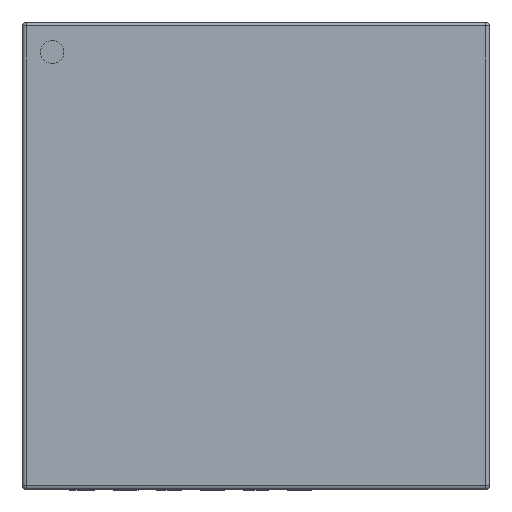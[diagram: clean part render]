
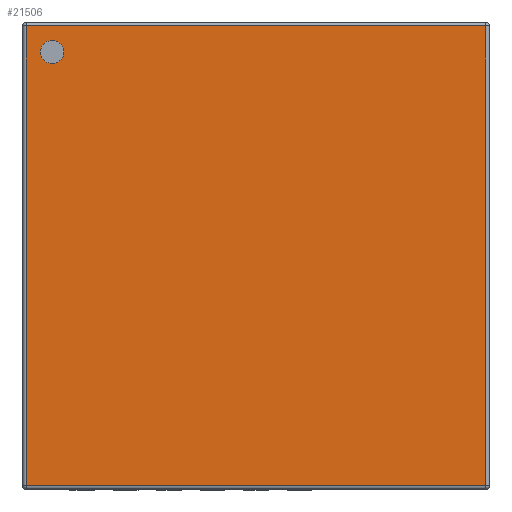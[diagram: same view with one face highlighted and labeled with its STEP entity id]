
A CAD part, top view. The second image highlights one B-rep face of the part: STEP entity #21506.
In plain terms, the highlighted planar face has unit normal (0, 0, 1).
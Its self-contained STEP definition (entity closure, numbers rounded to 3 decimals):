
#5737 = CYLINDRICAL_SURFACE('',#5738,0.05);
#5738 = AXIS2_PLACEMENT_3D('',#5739,#5740,#5741);
#5739 = CARTESIAN_POINT('',(-3.44,-3.44,0.83));
#5740 = DIRECTION('',(0.,1.,0.));
#5741 = DIRECTION('',(-1.,0.,0.));
#18318 = VERTEX_POINT('',#18319);
#18319 = CARTESIAN_POINT('',(-3.44,-3.44,0.88));
#18339 = EDGE_CURVE('',#18318,#18340,#18342,.T.);
#18340 = VERTEX_POINT('',#18341);
#18341 = CARTESIAN_POINT('',(-3.44,3.44,0.88));
#18342 = SURFACE_CURVE('',#18343,(#18347,#18354),.PCURVE_S1.);
#18343 = LINE('',#18344,#18345);
#18344 = CARTESIAN_POINT('',(-3.44,-3.44,0.88));
#18345 = VECTOR('',#18346,1.);
#18346 = DIRECTION('',(0.,1.,0.));
#18347 = PCURVE('',#5737,#18348);
#18348 = DEFINITIONAL_REPRESENTATION('',(#18349),#18353);
#18349 = LINE('',#18350,#18351);
#18350 = CARTESIAN_POINT('',(1.571,0.));
#18351 = VECTOR('',#18352,1.);
#18352 = DIRECTION('',(0.,1.));
#18353 = ( GEOMETRIC_REPRESENTATION_CONTEXT(2) 
PARAMETRIC_REPRESENTATION_CONTEXT() REPRESENTATION_CONTEXT('2D SPACE',''
  ) );
#18354 = PCURVE('',#18355,#18360);
#18355 = PLANE('',#18356);
#18356 = AXIS2_PLACEMENT_3D('',#18357,#18358,#18359);
#18357 = CARTESIAN_POINT('',(-3.49,-3.49,0.88));
#18358 = DIRECTION('',(0.,0.,1.));
#18359 = DIRECTION('',(1.,0.,0.));
#18360 = DEFINITIONAL_REPRESENTATION('',(#18361),#18365);
#18361 = LINE('',#18362,#18363);
#18362 = CARTESIAN_POINT('',(0.05,0.05));
#18363 = VECTOR('',#18364,1.);
#18364 = DIRECTION('',(0.,1.));
#18365 = ( GEOMETRIC_REPRESENTATION_CONTEXT(2) 
PARAMETRIC_REPRESENTATION_CONTEXT() REPRESENTATION_CONTEXT('2D SPACE',''
  ) );
#18737 = CYLINDRICAL_SURFACE('',#18738,0.05);
#18738 = AXIS2_PLACEMENT_3D('',#18739,#18740,#18741);
#18739 = CARTESIAN_POINT('',(-3.49,-3.44,0.83));
#18740 = DIRECTION('',(1.,0.,0.));
#18741 = DIRECTION('',(0.,-1.,0.));
#19796 = CYLINDRICAL_SURFACE('',#19797,0.05);
#19797 = AXIS2_PLACEMENT_3D('',#19798,#19799,#19800);
#19798 = CARTESIAN_POINT('',(-3.49,3.44,0.83));
#19799 = DIRECTION('',(1.,0.,0.));
#19800 = DIRECTION('',(0.,1.,0.));
#20398 = CYLINDRICAL_SURFACE('',#20399,0.05);
#20399 = AXIS2_PLACEMENT_3D('',#20400,#20401,#20402);
#20400 = CARTESIAN_POINT('',(3.44,-3.44,0.83));
#20401 = DIRECTION('',(0.,1.,0.));
#20402 = DIRECTION('',(0.,0.,1.));
#21506 = ADVANCED_FACE('',(#21507,#21577),#18355,.T.);
#21507 = FACE_BOUND('',#21508,.T.);
#21508 = EDGE_LOOP('',(#21509,#21532,#21555,#21576));
#21509 = ORIENTED_EDGE('',*,*,#21510,.T.);
#21510 = EDGE_CURVE('',#18318,#21511,#21513,.T.);
#21511 = VERTEX_POINT('',#21512);
#21512 = CARTESIAN_POINT('',(3.44,-3.44,0.88));
#21513 = SURFACE_CURVE('',#21514,(#21518,#21525),.PCURVE_S1.);
#21514 = LINE('',#21515,#21516);
#21515 = CARTESIAN_POINT('',(-3.49,-3.44,0.88));
#21516 = VECTOR('',#21517,1.);
#21517 = DIRECTION('',(1.,0.,0.));
#21518 = PCURVE('',#18355,#21519);
#21519 = DEFINITIONAL_REPRESENTATION('',(#21520),#21524);
#21520 = LINE('',#21521,#21522);
#21521 = CARTESIAN_POINT('',(0.,0.05));
#21522 = VECTOR('',#21523,1.);
#21523 = DIRECTION('',(1.,0.));
#21524 = ( GEOMETRIC_REPRESENTATION_CONTEXT(2) 
PARAMETRIC_REPRESENTATION_CONTEXT() REPRESENTATION_CONTEXT('2D SPACE',''
  ) );
#21525 = PCURVE('',#18737,#21526);
#21526 = DEFINITIONAL_REPRESENTATION('',(#21527),#21531);
#21527 = LINE('',#21528,#21529);
#21528 = CARTESIAN_POINT('',(-1.571,0.));
#21529 = VECTOR('',#21530,1.);
#21530 = DIRECTION('',(-0.,1.));
#21531 = ( GEOMETRIC_REPRESENTATION_CONTEXT(2) 
PARAMETRIC_REPRESENTATION_CONTEXT() REPRESENTATION_CONTEXT('2D SPACE',''
  ) );
#21532 = ORIENTED_EDGE('',*,*,#21533,.T.);
#21533 = EDGE_CURVE('',#21511,#21534,#21536,.T.);
#21534 = VERTEX_POINT('',#21535);
#21535 = CARTESIAN_POINT('',(3.44,3.44,0.88));
#21536 = SURFACE_CURVE('',#21537,(#21541,#21548),.PCURVE_S1.);
#21537 = LINE('',#21538,#21539);
#21538 = CARTESIAN_POINT('',(3.44,-3.44,0.88));
#21539 = VECTOR('',#21540,1.);
#21540 = DIRECTION('',(0.,1.,0.));
#21541 = PCURVE('',#18355,#21542);
#21542 = DEFINITIONAL_REPRESENTATION('',(#21543),#21547);
#21543 = LINE('',#21544,#21545);
#21544 = CARTESIAN_POINT('',(6.93,0.05));
#21545 = VECTOR('',#21546,1.);
#21546 = DIRECTION('',(0.,1.));
#21547 = ( GEOMETRIC_REPRESENTATION_CONTEXT(2) 
PARAMETRIC_REPRESENTATION_CONTEXT() REPRESENTATION_CONTEXT('2D SPACE',''
  ) );
#21548 = PCURVE('',#20398,#21549);
#21549 = DEFINITIONAL_REPRESENTATION('',(#21550),#21554);
#21550 = LINE('',#21551,#21552);
#21551 = CARTESIAN_POINT('',(0.,0.));
#21552 = VECTOR('',#21553,1.);
#21553 = DIRECTION('',(0.,1.));
#21554 = ( GEOMETRIC_REPRESENTATION_CONTEXT(2) 
PARAMETRIC_REPRESENTATION_CONTEXT() REPRESENTATION_CONTEXT('2D SPACE',''
  ) );
#21555 = ORIENTED_EDGE('',*,*,#21556,.F.);
#21556 = EDGE_CURVE('',#18340,#21534,#21557,.T.);
#21557 = SURFACE_CURVE('',#21558,(#21562,#21569),.PCURVE_S1.);
#21558 = LINE('',#21559,#21560);
#21559 = CARTESIAN_POINT('',(-3.49,3.44,0.88));
#21560 = VECTOR('',#21561,1.);
#21561 = DIRECTION('',(1.,0.,0.));
#21562 = PCURVE('',#18355,#21563);
#21563 = DEFINITIONAL_REPRESENTATION('',(#21564),#21568);
#21564 = LINE('',#21565,#21566);
#21565 = CARTESIAN_POINT('',(0.,6.93));
#21566 = VECTOR('',#21567,1.);
#21567 = DIRECTION('',(1.,0.));
#21568 = ( GEOMETRIC_REPRESENTATION_CONTEXT(2) 
PARAMETRIC_REPRESENTATION_CONTEXT() REPRESENTATION_CONTEXT('2D SPACE',''
  ) );
#21569 = PCURVE('',#19796,#21570);
#21570 = DEFINITIONAL_REPRESENTATION('',(#21571),#21575);
#21571 = LINE('',#21572,#21573);
#21572 = CARTESIAN_POINT('',(1.571,0.));
#21573 = VECTOR('',#21574,1.);
#21574 = DIRECTION('',(0.,1.));
#21575 = ( GEOMETRIC_REPRESENTATION_CONTEXT(2) 
PARAMETRIC_REPRESENTATION_CONTEXT() REPRESENTATION_CONTEXT('2D SPACE',''
  ) );
#21576 = ORIENTED_EDGE('',*,*,#18339,.F.);
#21577 = FACE_BOUND('',#21578,.T.);
#21578 = EDGE_LOOP('',(#21579));
#21579 = ORIENTED_EDGE('',*,*,#21580,.F.);
#21580 = EDGE_CURVE('',#21581,#21581,#21583,.T.);
#21581 = VERTEX_POINT('',#21582);
#21582 = CARTESIAN_POINT('',(-2.875,-3.05,0.88));
#21583 = SURFACE_CURVE('',#21584,(#21589,#21596),.PCURVE_S1.);
#21584 = CIRCLE('',#21585,0.175);
#21585 = AXIS2_PLACEMENT_3D('',#21586,#21587,#21588);
#21586 = CARTESIAN_POINT('',(-3.05,-3.05,0.88));
#21587 = DIRECTION('',(0.,0.,1.));
#21588 = DIRECTION('',(1.,0.,0.));
#21589 = PCURVE('',#18355,#21590);
#21590 = DEFINITIONAL_REPRESENTATION('',(#21591),#21595);
#21591 = CIRCLE('',#21592,0.175);
#21592 = AXIS2_PLACEMENT_2D('',#21593,#21594);
#21593 = CARTESIAN_POINT('',(0.44,0.44));
#21594 = DIRECTION('',(1.,0.));
#21595 = ( GEOMETRIC_REPRESENTATION_CONTEXT(2) 
PARAMETRIC_REPRESENTATION_CONTEXT() REPRESENTATION_CONTEXT('2D SPACE',''
  ) );
#21596 = PCURVE('',#21597,#21602);
#21597 = CYLINDRICAL_SURFACE('',#21598,0.175);
#21598 = AXIS2_PLACEMENT_3D('',#21599,#21600,#21601);
#21599 = CARTESIAN_POINT('',(-3.05,-3.05,0.88));
#21600 = DIRECTION('',(-0.,-0.,-1.));
#21601 = DIRECTION('',(1.,0.,0.));
#21602 = DEFINITIONAL_REPRESENTATION('',(#21603),#21607);
#21603 = LINE('',#21604,#21605);
#21604 = CARTESIAN_POINT('',(-0.,0.));
#21605 = VECTOR('',#21606,1.);
#21606 = DIRECTION('',(-1.,0.));
#21607 = ( GEOMETRIC_REPRESENTATION_CONTEXT(2) 
PARAMETRIC_REPRESENTATION_CONTEXT() REPRESENTATION_CONTEXT('2D SPACE',''
  ) );
